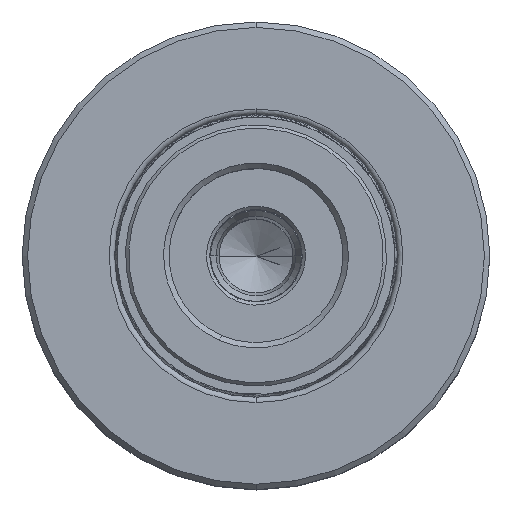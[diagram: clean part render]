
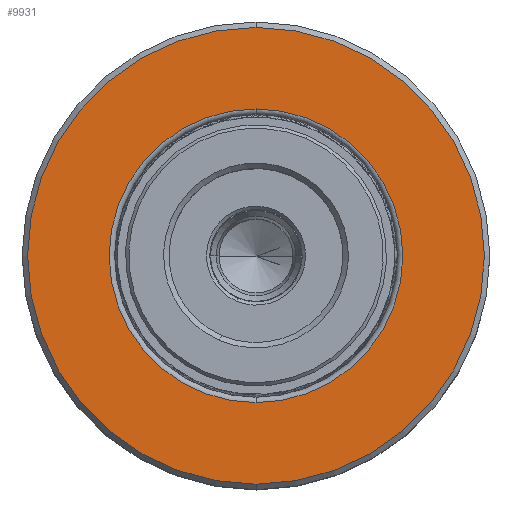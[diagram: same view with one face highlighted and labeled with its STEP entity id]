
A CAD part, top view. The second image highlights one B-rep face of the part: STEP entity #9931.
In plain terms, the highlighted face is planar.
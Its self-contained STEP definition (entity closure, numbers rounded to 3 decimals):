
#1253 = DIRECTION ( 'NONE',  ( 0., 0., -1. ) ) ;
#3852 = DIRECTION ( 'NONE',  ( 0., -1., 0. ) ) ;
#5314 = EDGE_CURVE ( 'NONE', #33831, #33774, #29334, .T. ) ;
#5327 = EDGE_CURVE ( 'NONE', #14325, #20940, #6026, .T. ) ;
#5701 = EDGE_LOOP ( 'NONE', ( #30723, #20534 ) ) ;
#6026 = CIRCLE ( 'NONE', #22889, 13.5 ) ;
#6060 = CARTESIAN_POINT ( 'NONE',  ( 0., 10.687, -13.5 ) ) ;
#6982 = CARTESIAN_POINT ( 'NONE',  ( 21., 10.687, 0. ) ) ;
#8177 = AXIS2_PLACEMENT_3D ( 'NONE', #24333, #29901, #15672 ) ;
#9426 = DIRECTION ( 'NONE',  ( 0., -1., 0. ) ) ;
#9479 = CARTESIAN_POINT ( 'NONE',  ( 0., 10.687, 0. ) ) ;
#9890 = CARTESIAN_POINT ( 'NONE',  ( 0., 10.687, 21. ) ) ;
#9931 = ADVANCED_FACE ( 'NONE', ( #21887, #14591 ), #17814, .T. ) ;
#10018 = AXIS2_PLACEMENT_3D ( 'NONE', #6982, #31817, #28914 ) ;
#10535 = CIRCLE ( 'NONE', #19577, 13.5 ) ;
#13681 = AXIS2_PLACEMENT_3D ( 'NONE', #34141, #3852, #17631 ) ;
#14325 = VERTEX_POINT ( 'NONE', #29283 ) ;
#14591 = FACE_OUTER_BOUND ( 'NONE', #5701, .T. ) ;
#15672 = DIRECTION ( 'NONE',  ( 0., 0., -1. ) ) ;
#17016 = EDGE_LOOP ( 'NONE', ( #33997, #34573 ) ) ;
#17631 = DIRECTION ( 'NONE',  ( 0., 0., -1. ) ) ;
#17814 = PLANE ( 'NONE',  #10018 ) ;
#18372 = EDGE_CURVE ( 'NONE', #20940, #14325, #10535, .T. ) ;
#19577 = AXIS2_PLACEMENT_3D ( 'NONE', #9479, #34548, #1253 ) ;
#20534 = ORIENTED_EDGE ( 'NONE', *, *, #5314, .F. ) ;
#20940 = VERTEX_POINT ( 'NONE', #6060 ) ;
#21887 = FACE_BOUND ( 'NONE', #17016, .T. ) ;
#22249 = CIRCLE ( 'NONE', #8177, 21. ) ;
#22889 = AXIS2_PLACEMENT_3D ( 'NONE', #23499, #9426, #28723 ) ;
#23499 = CARTESIAN_POINT ( 'NONE',  ( 0., 10.687, 0. ) ) ;
#23978 = CARTESIAN_POINT ( 'NONE',  ( 0., 10.687, -21. ) ) ;
#24333 = CARTESIAN_POINT ( 'NONE',  ( 0., 10.687, 0. ) ) ;
#28723 = DIRECTION ( 'NONE',  ( 0., 0., -1. ) ) ;
#28914 = DIRECTION ( 'NONE',  ( 0., 0., 1. ) ) ;
#29283 = CARTESIAN_POINT ( 'NONE',  ( 0., 10.687, 13.5 ) ) ;
#29334 = CIRCLE ( 'NONE', #13681, 21. ) ;
#29901 = DIRECTION ( 'NONE',  ( 0., -1., 0. ) ) ;
#30065 = EDGE_CURVE ( 'NONE', #33774, #33831, #22249, .T. ) ;
#30723 = ORIENTED_EDGE ( 'NONE', *, *, #30065, .F. ) ;
#31817 = DIRECTION ( 'NONE',  ( 0., 1., 0. ) ) ;
#33774 = VERTEX_POINT ( 'NONE', #23978 ) ;
#33831 = VERTEX_POINT ( 'NONE', #9890 ) ;
#33997 = ORIENTED_EDGE ( 'NONE', *, *, #18372, .T. ) ;
#34141 = CARTESIAN_POINT ( 'NONE',  ( 0., 10.687, 0. ) ) ;
#34548 = DIRECTION ( 'NONE',  ( 0., -1., 0. ) ) ;
#34573 = ORIENTED_EDGE ( 'NONE', *, *, #5327, .T. ) ;
